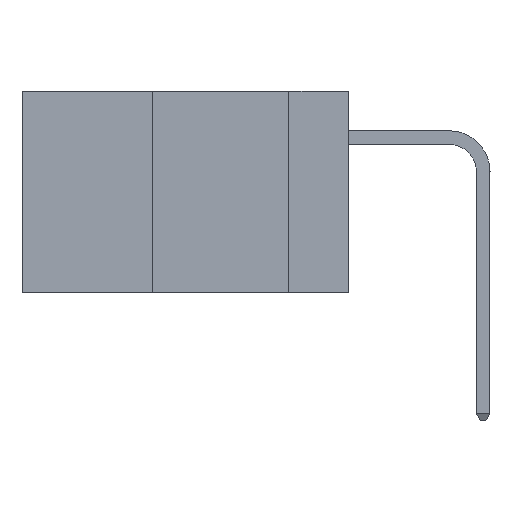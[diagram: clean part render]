
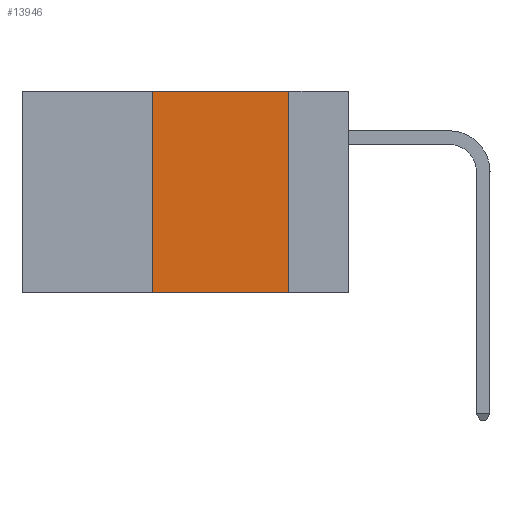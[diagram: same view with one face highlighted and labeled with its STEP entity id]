
A CAD part, left-side view. The second image highlights one B-rep face of the part: STEP entity #13946.
In plain terms, the highlighted planar face has unit normal (-1, 0, 0).
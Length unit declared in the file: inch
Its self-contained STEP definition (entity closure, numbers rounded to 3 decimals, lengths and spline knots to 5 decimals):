
#1036 = LINE ( 'NONE', #24673, #31038 ) ;
#1451 = EDGE_CURVE ( 'NONE', #19762, #32582, #34880, .T. ) ;
#2565 = PLANE ( 'NONE',  #18998 ) ;
#3663 = EDGE_CURVE ( 'NONE', #11368, #19762, #31625, .T. ) ;
#5082 = DIRECTION ( 'NONE',  ( 0., -1., 0. ) ) ;
#7853 = CARTESIAN_POINT ( 'NONE',  ( 0., 0.36, -0.37 ) ) ;
#8601 = VECTOR ( 'NONE', #5082, 39.37008 ) ;
#9989 = DIRECTION ( 'NONE',  ( 0., 0., -1. ) ) ;
#10355 = ORIENTED_EDGE ( 'NONE', *, *, #37121, .F. ) ;
#10901 = CARTESIAN_POINT ( 'NONE',  ( 0., 0.6, 0. ) ) ;
#11282 = FACE_OUTER_BOUND ( 'NONE', #26410, .T. ) ;
#11368 = VERTEX_POINT ( 'NONE', #11383 ) ;
#11383 = CARTESIAN_POINT ( 'NONE',  ( 0., 0.36, 0. ) ) ;
#13946 = ADVANCED_FACE ( 'NONE', ( #11282 ), #2565, .F. ) ;
#14392 = DIRECTION ( 'NONE',  ( 0., 0., -1. ) ) ;
#14565 = CARTESIAN_POINT ( 'NONE',  ( 0., 0.36, 0. ) ) ;
#17604 = VECTOR ( 'NONE', #28942, 39.37008 ) ;
#18998 = AXIS2_PLACEMENT_3D ( 'NONE', #28665, #31636, #14392 ) ;
#19373 = CARTESIAN_POINT ( 'NONE',  ( 0., 0.11, 0. ) ) ;
#19762 = VERTEX_POINT ( 'NONE', #19373 ) ;
#24673 = CARTESIAN_POINT ( 'NONE',  ( 0., 0.6, -0.37 ) ) ;
#26410 = EDGE_LOOP ( 'NONE', ( #27798, #29283, #10355, #28084 ) ) ;
#27077 = VERTEX_POINT ( 'NONE', #7853 ) ;
#27313 = CARTESIAN_POINT ( 'NONE',  ( 0., 0.11, 0. ) ) ;
#27798 = ORIENTED_EDGE ( 'NONE', *, *, #1451, .F. ) ;
#28084 = ORIENTED_EDGE ( 'NONE', *, *, #29465, .T. ) ;
#28427 = CARTESIAN_POINT ( 'NONE',  ( 0., 0.11, -0.37 ) ) ;
#28665 = CARTESIAN_POINT ( 'NONE',  ( 0., 0.6, 0. ) ) ;
#28942 = DIRECTION ( 'NONE',  ( 0., 0., 1. ) ) ;
#29283 = ORIENTED_EDGE ( 'NONE', *, *, #3663, .F. ) ;
#29465 = EDGE_CURVE ( 'NONE', #27077, #32582, #1036, .T. ) ;
#30418 = DIRECTION ( 'NONE',  ( 0., -1., 0. ) ) ;
#31038 = VECTOR ( 'NONE', #30418, 39.37008 ) ;
#31625 = LINE ( 'NONE', #10901, #8601 ) ;
#31636 = DIRECTION ( 'NONE',  ( 1., 0., 0. ) ) ;
#32582 = VERTEX_POINT ( 'NONE', #28427 ) ;
#32853 = LINE ( 'NONE', #14565, #17604 ) ;
#34880 = LINE ( 'NONE', #27313, #35751 ) ;
#35751 = VECTOR ( 'NONE', #9989, 39.37008 ) ;
#37121 = EDGE_CURVE ( 'NONE', #27077, #11368, #32853, .T. ) ;
